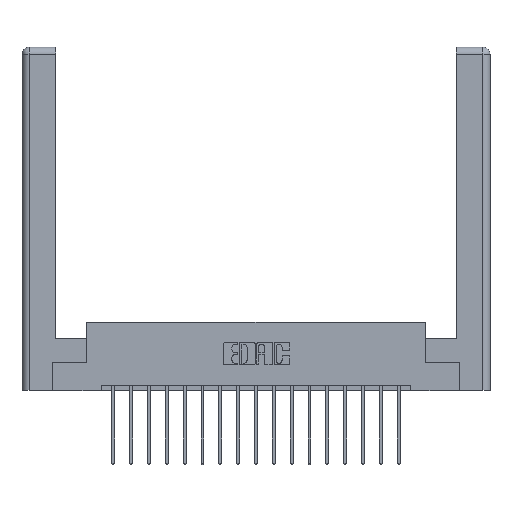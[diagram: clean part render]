
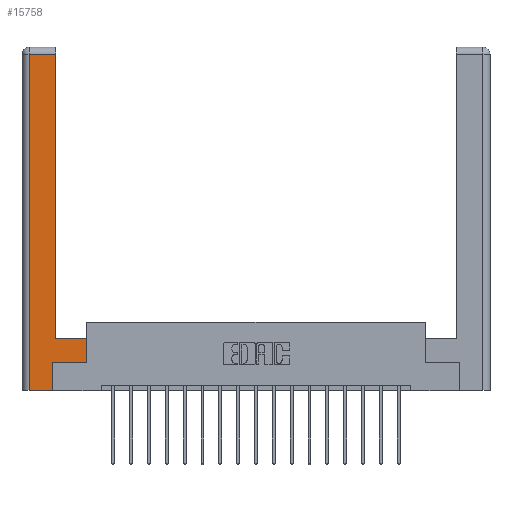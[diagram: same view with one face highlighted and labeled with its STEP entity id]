
A CAD part, top view. The second image highlights one B-rep face of the part: STEP entity #15758.
In plain terms, the highlighted planar face has unit normal (0, 0, 1).
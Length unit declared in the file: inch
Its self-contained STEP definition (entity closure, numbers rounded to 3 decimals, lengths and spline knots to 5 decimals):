
#359 = CARTESIAN_POINT ( 'NONE',  ( 0.565, 0.45, 0. ) ) ;
#385 = VERTEX_POINT ( 'NONE', #15527 ) ;
#403 = CARTESIAN_POINT ( 'NONE',  ( 0.565, 0.45, 0. ) ) ;
#776 = ORIENTED_EDGE ( 'NONE', *, *, #5733, .T. ) ;
#812 = VERTEX_POINT ( 'NONE', #16412 ) ;
#1338 = LINE ( 'NONE', #18183, #4528 ) ;
#1472 = VECTOR ( 'NONE', #5828, 39.37008 ) ;
#2032 = ORIENTED_EDGE ( 'NONE', *, *, #5256, .T. ) ;
#2161 = VECTOR ( 'NONE', #6842, 39.37008 ) ;
#2329 = EDGE_CURVE ( 'NONE', #17998, #385, #5380, .T. ) ;
#2536 = LINE ( 'NONE', #14001, #13609 ) ;
#2540 = CARTESIAN_POINT ( 'NONE',  ( 0.295, 2.94, 0. ) ) ;
#2556 = EDGE_CURVE ( 'NONE', #385, #4817, #9317, .T. ) ;
#2631 = CARTESIAN_POINT ( 'NONE',  ( 0.0615, 0., 0. ) ) ;
#2987 = CARTESIAN_POINT ( 'NONE',  ( 0., 0., 0. ) ) ;
#3690 = CARTESIAN_POINT ( 'NONE',  ( 0.0615, 0., 0. ) ) ;
#3699 = LINE ( 'NONE', #359, #10630 ) ;
#4125 = LINE ( 'NONE', #17746, #18468 ) ;
#4231 = DIRECTION ( 'NONE',  ( 0., 1., 0. ) ) ;
#4282 = ORIENTED_EDGE ( 'NONE', *, *, #5147, .T. ) ;
#4528 = VECTOR ( 'NONE', #13698, 39.37008 ) ;
#4817 = VERTEX_POINT ( 'NONE', #2540 ) ;
#5147 = EDGE_CURVE ( 'NONE', #4817, #5930, #8764, .T. ) ;
#5148 = FACE_OUTER_BOUND ( 'NONE', #18328, .T. ) ;
#5160 = DIRECTION ( 'NONE',  ( 1., 0., 0. ) ) ;
#5256 = EDGE_CURVE ( 'NONE', #9901, #11189, #2536, .T. ) ;
#5287 = CARTESIAN_POINT ( 'NONE',  ( 0.295, 0.45, 0. ) ) ;
#5380 = LINE ( 'NONE', #5287, #14366 ) ;
#5621 = EDGE_CURVE ( 'NONE', #11189, #812, #4125, .T. ) ;
#5733 = EDGE_CURVE ( 'NONE', #18030, #17998, #3699, .T. ) ;
#5828 = DIRECTION ( 'NONE',  ( 0., 1., 0. ) ) ;
#5930 = VERTEX_POINT ( 'NONE', #16004 ) ;
#6545 = DIRECTION ( 'NONE',  ( -1., 0., 0. ) ) ;
#6842 = DIRECTION ( 'NONE',  ( 0., -1., 0. ) ) ;
#7061 = EDGE_CURVE ( 'NONE', #812, #18030, #1338, .T. ) ;
#7189 = ORIENTED_EDGE ( 'NONE', *, *, #7061, .T. ) ;
#8764 = LINE ( 'NONE', #9714, #9238 ) ;
#9238 = VECTOR ( 'NONE', #6545, 39.37008 ) ;
#9317 = LINE ( 'NONE', #11730, #1472 ) ;
#9642 = DIRECTION ( 'NONE',  ( -1., 0., 0. ) ) ;
#9714 = CARTESIAN_POINT ( 'NONE',  ( 0.0615, 2.94, 0. ) ) ;
#9901 = VERTEX_POINT ( 'NONE', #2631 ) ;
#10111 = CARTESIAN_POINT ( 'NONE',  ( 0.265, 0., 0. ) ) ;
#10630 = VECTOR ( 'NONE', #17820, 39.37008 ) ;
#10923 = EDGE_CURVE ( 'NONE', #5930, #9901, #13666, .T. ) ;
#11189 = VERTEX_POINT ( 'NONE', #10111 ) ;
#11686 = AXIS2_PLACEMENT_3D ( 'NONE', #2987, #13460, #16464 ) ;
#11730 = CARTESIAN_POINT ( 'NONE',  ( 0.295, 3., 0. ) ) ;
#13164 = PLANE ( 'NONE',  #11686 ) ;
#13460 = DIRECTION ( 'NONE',  ( 0., 0., -1. ) ) ;
#13609 = VECTOR ( 'NONE', #5160, 39.37008 ) ;
#13666 = LINE ( 'NONE', #3690, #2161 ) ;
#13698 = DIRECTION ( 'NONE',  ( 1., 0., 0. ) ) ;
#14001 = CARTESIAN_POINT ( 'NONE',  ( 0.265, 0., 0. ) ) ;
#14366 = VECTOR ( 'NONE', #9642, 39.37008 ) ;
#15325 = ORIENTED_EDGE ( 'NONE', *, *, #2329, .T. ) ;
#15527 = CARTESIAN_POINT ( 'NONE',  ( 0.295, 0.45, 0. ) ) ;
#15758 = ADVANCED_FACE ( 'NONE', ( #5148 ), #13164, .F. ) ;
#15843 = CARTESIAN_POINT ( 'NONE',  ( 0.565, 0.245, 0. ) ) ;
#16004 = CARTESIAN_POINT ( 'NONE',  ( 0.0615, 2.94, 0. ) ) ;
#16412 = CARTESIAN_POINT ( 'NONE',  ( 0.265, 0.245, 0. ) ) ;
#16464 = DIRECTION ( 'NONE',  ( -1., 0., 0. ) ) ;
#16783 = ORIENTED_EDGE ( 'NONE', *, *, #10923, .T. ) ;
#17746 = CARTESIAN_POINT ( 'NONE',  ( 0.265, 0.245, 0. ) ) ;
#17820 = DIRECTION ( 'NONE',  ( 0., 1., 0. ) ) ;
#17998 = VERTEX_POINT ( 'NONE', #403 ) ;
#18030 = VERTEX_POINT ( 'NONE', #15843 ) ;
#18183 = CARTESIAN_POINT ( 'NONE',  ( 0.565, 0.245, 0. ) ) ;
#18217 = ORIENTED_EDGE ( 'NONE', *, *, #5621, .T. ) ;
#18328 = EDGE_LOOP ( 'NONE', ( #19029, #4282, #16783, #2032, #18217, #7189, #776, #15325 ) ) ;
#18468 = VECTOR ( 'NONE', #4231, 39.37008 ) ;
#19029 = ORIENTED_EDGE ( 'NONE', *, *, #2556, .T. ) ;
